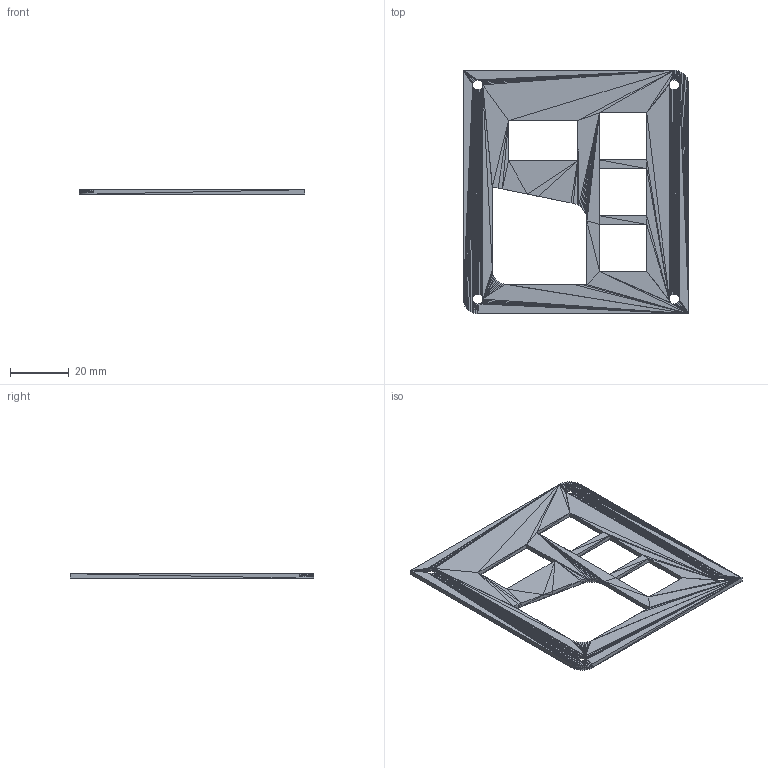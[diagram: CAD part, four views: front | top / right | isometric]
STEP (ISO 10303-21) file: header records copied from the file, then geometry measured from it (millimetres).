
FILE_DESCRIPTION(('STEP AP214'),'1');
FILE_NAME('result.stp','2026-02-01T13:07:52',(' '),(' '),'Spatial InterOp 3D',' ',' ');
FILE_SCHEMA(('automotive_design'));
Length unit declared in the file: metre
Products named in the file (1): Root
Bounding box: 77 x 83 x 1.59 mm (x, y, z)
Surface area: 9746.4 mm2 (no closed solid volume)
Topology: 0 solids, 1124 shells, 1124 faces, 3359 edges, 1423 vertices
Faces by surface type: plane 1124
Entity records: 36590 total; most frequent: DIRECTION 5622, ORIENTED_EDGE 3372, EDGE_CURVE 3372, LINE 3372, VECTOR 3372, CARTESIAN_POINT 1424, VERTEX_POINT 1423, AXIS2_PLACEMENT_3D 1125
